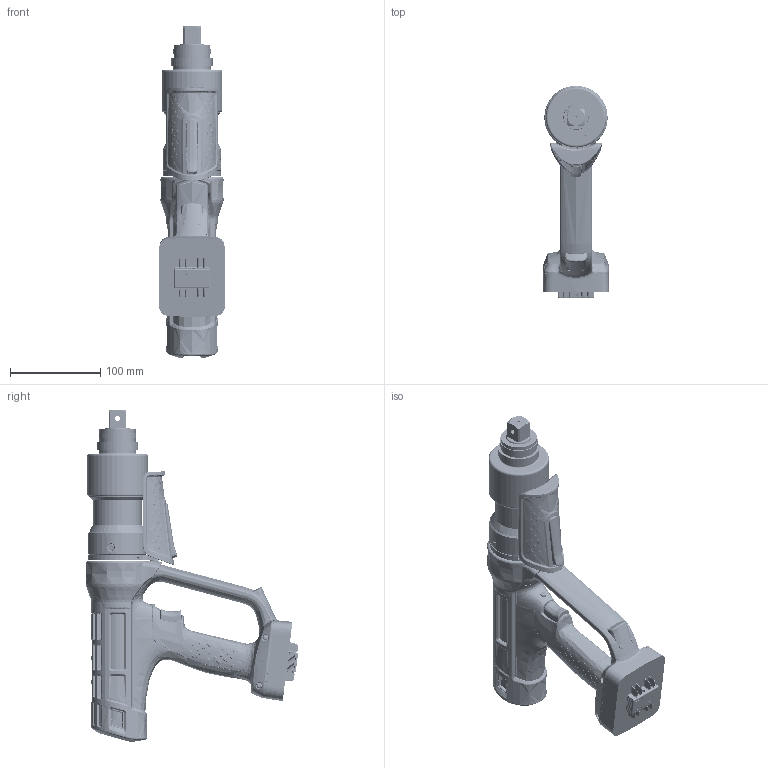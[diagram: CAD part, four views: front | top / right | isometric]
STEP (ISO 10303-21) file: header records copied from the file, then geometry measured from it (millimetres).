
FILE_DESCRIPTION((''),'2;1');
FILE_NAME('EXT_COMP_SW0001','2020-10-27T16:38:54',('INEVDh'),(''),'CREO PARAMETRIC BY PTC INC, 2018100','CREO PARAMETRIC BY PTC INC, 2018100','');
FILE_SCHEMA(('CONFIG_CONTROL_DESIGN'));
Products named in the file (1): EXT_COMP_SW0001
Bounding box: 73.4 x 235.1 x 367.86 mm (x, y, z)
Volume: 1349085.7 mm3
Topology: 5 solids, 13 shells, 9523 faces, 24323 edges, 14965 vertices
Faces by surface type: bspline 3789, plane 3017, cylinder 1860, extrusion 371, sphere 225, cone 141, torus 94, revolution 26
Entity records: 487299 total; most frequent: CARTESIAN_POINT 292328, ORIENTED_EDGE 48578, DIRECTION 27506, EDGE_CURVE 24289, VERTEX_POINT 14964, B_SPLINE_CURVE_WITH_KNOTS 12410, EDGE_LOOP 9829, FACE_OUTER_BOUND 9522
